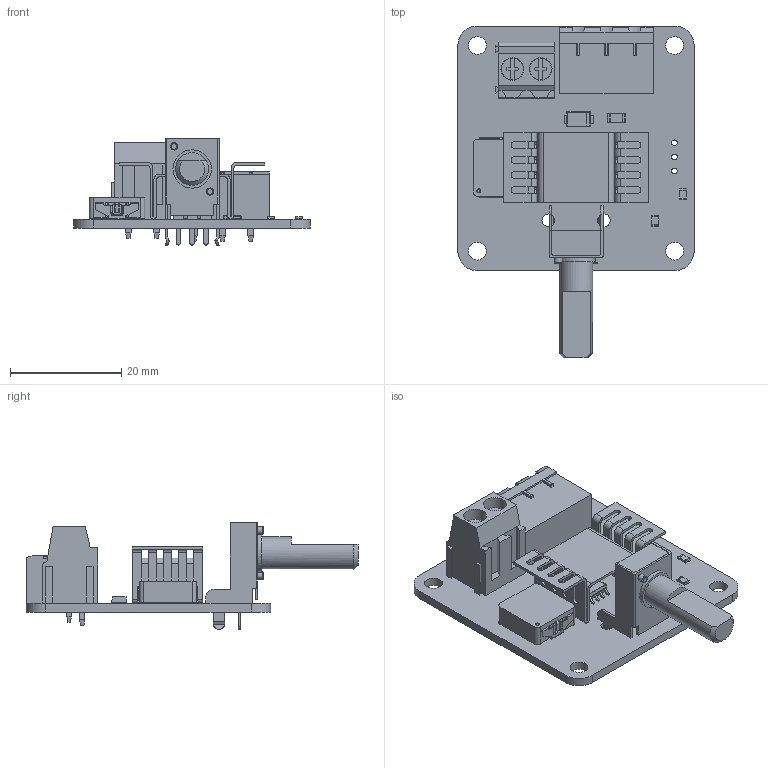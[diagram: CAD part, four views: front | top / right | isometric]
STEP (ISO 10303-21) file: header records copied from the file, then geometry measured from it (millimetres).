
FILE_DESCRIPTION(('KiCad electronic assembly'),'2;1');
FILE_NAME('LED_Driver.step','2025-03-04T07:43:48',('Pcbnew'),('Kicad'), 'Open CASCADE STEP processor 7.8','KiCad to STEP converter','Unknown' );
FILE_SCHEMA(('AUTOMOTIVE_DESIGN { 1 0 10303 214 1 1 1 1 }'));
Length unit declared in the file: millimetre
Products named in the file (20): LED_Driver 1; PTV09A-2025F-B103; TBP01R1-508-03BE; CUI_DEVICES_TBP01R1-508-03BK; R_0805_2012Metric; AL8843SP-13; ASSEMBLY; SDT5A50SAF-13; ETQ-P4M470KVC; ETQP4M100KVC; DB128L-5.08-2P-BK-S; 1716020000 v1; 573300D00000G; 573300D00010G; Fuse_1206_3216Metric; _autosave-LED_Driver_PCB
Assembly tree (20 placements, depth 3):
  LED_Driver 1
    PTV09A-2025F-B103
      PTV09A-2025F-B103
    TBP01R1-508-03BE
      CUI_DEVICES_TBP01R1-508-03BK
    R_0805_2012Metric  x2
      R_0805_2012Metric
    AL8843SP-13
      ASSEMBLY
    SDT5A50SAF-13
      ASSEMBLY
    ETQ-P4M470KVC
      ETQP4M100KVC
    DB128L-5.08-2P-BK-S
      1716020000 v1
    573300D00000G
      573300D00010G
    Fuse_1206_3216Metric
      Fuse_1206_3216Metric
    _autosave-LED_Driver_PCB
Bounding box: 42.5 x 59.72 x 19.19 mm (x, y, z)
Volume: 6565.9 mm3; surface area: 9789 mm2
Topology: 29 solids, 29 shells, 1004 faces, 2670 edges, 1720 vertices
Faces by surface type: plane 657, cylinder 305, torus 18, bspline 10, cone 6, revolution 4, sphere 4
Full cylindrical faces by diameter (mm): 0.487 x1, 1 x6, 1.303 x2, 1.52 x2, 1.7 x3, 2.3 x2, 3.2 x4, 3.908 x2, 4.1 x2, 5.903 x1, 6.898 x1
Entity records: 33688 total; most frequent: CARTESIAN_POINT 5697, ORIENTED_EDGE 5184, DIRECTION 5112, EDGE_CURVE 2592, LINE 1914, VECTOR 1914, VERTEX_POINT 1676, AXIS2_PLACEMENT_3D 1597
